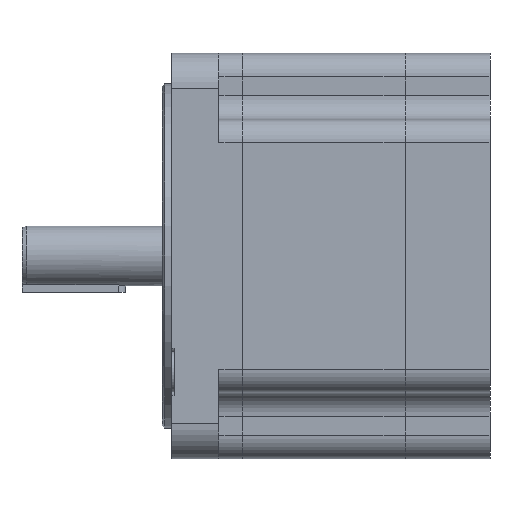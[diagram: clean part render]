
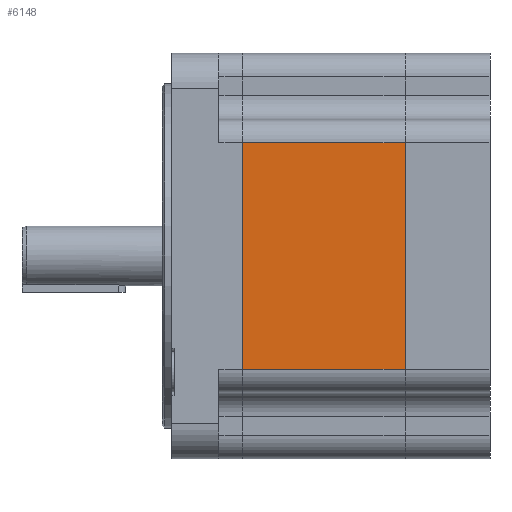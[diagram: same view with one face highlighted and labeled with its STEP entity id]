
A CAD part, left-side view. The second image highlights one B-rep face of the part: STEP entity #6148.
In plain terms, the highlighted planar face has unit normal (-1, 0, 0).
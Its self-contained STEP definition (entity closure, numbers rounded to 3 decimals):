
#6 = FACE_OUTER_BOUND ( 'NONE', #3578, .T. ) ;
#942 = VERTEX_POINT ( 'NONE', #8726 ) ;
#947 = VERTEX_POINT ( 'NONE', #8727 ) ;
#1027 = VERTEX_POINT ( 'NONE', #8759 ) ;
#1029 = VERTEX_POINT ( 'NONE', #8760 ) ;
#3578 = EDGE_LOOP ( 'NONE', ( #5505, #5503, #5504, #5502 ) ) ;
#5023 = LINE ( 'NONE', #5024, #5821 ) ;
#5024 = CARTESIAN_POINT ( 'NONE',  ( -13.393, 67.5, -6.644 ) ) ;
#5025 = DIRECTION ( 'NONE',  ( 0., -1., 0. ) ) ;
#5026 = LINE ( 'NONE', #5027, #5822 ) ;
#5027 = CARTESIAN_POINT ( 'NONE',  ( -13.393, 18.01, -18.144 ) ) ;
#5028 = DIRECTION ( 'NONE',  ( 0., 0., 1. ) ) ;
#5029 = LINE ( 'NONE', #5030, #5823 ) ;
#5030 = CARTESIAN_POINT ( 'NONE',  ( -13.393, 67.5, 41.356 ) ) ;
#5031 = DIRECTION ( 'NONE',  ( 0., 1., 0. ) ) ;
#5502 = ORIENTED_EDGE ( 'NONE', *, *, #10370, .T. ) ;
#5503 = ORIENTED_EDGE ( 'NONE', *, *, #10368, .T. ) ;
#5504 = ORIENTED_EDGE ( 'NONE', *, *, #10369, .T. ) ;
#5505 = ORIENTED_EDGE ( 'NONE', *, *, #6062, .F. ) ;
#5821 = VECTOR ( 'NONE', #5025, 1000. ) ;
#5822 = VECTOR ( 'NONE', #5028, 1000. ) ;
#5823 = VECTOR ( 'NONE', #5031, 1000. ) ;
#5862 = VECTOR ( 'NONE', #6461, 1000. ) ;
#6062 = EDGE_CURVE ( 'NONE', #942, #947, #6459, .T. ) ;
#6148 = ADVANCED_FACE ( 'NONE', ( #6 ), #7147, .F. ) ;
#6459 = LINE ( 'NONE', #6460, #5862 ) ;
#6460 = CARTESIAN_POINT ( 'NONE',  ( -13.393, 52.49, -18.144 ) ) ;
#6461 = DIRECTION ( 'NONE',  ( 0., 0., 1. ) ) ;
#7147 = PLANE ( 'NONE',  #10988 ) ;
#7148 = CARTESIAN_POINT ( 'NONE',  ( -13.393, 67.5, -18.144 ) ) ;
#7149 = DIRECTION ( 'NONE',  ( 1., 0., 0. ) ) ;
#7150 = DIRECTION ( 'NONE',  ( 0., 0., -1. ) ) ;
#8726 = CARTESIAN_POINT ( 'NONE',  ( -13.393, 52.49, -6.644 ) ) ;
#8727 = CARTESIAN_POINT ( 'NONE',  ( -13.393, 52.49, 41.356 ) ) ;
#8759 = CARTESIAN_POINT ( 'NONE',  ( -13.393, 18.01, -6.644 ) ) ;
#8760 = CARTESIAN_POINT ( 'NONE',  ( -13.393, 18.01, 41.356 ) ) ;
#10368 = EDGE_CURVE ( 'NONE', #942, #1027, #5023, .T. ) ;
#10369 = EDGE_CURVE ( 'NONE', #1027, #1029, #5026, .T. ) ;
#10370 = EDGE_CURVE ( 'NONE', #1029, #947, #5029, .T. ) ;
#10988 = AXIS2_PLACEMENT_3D ( 'NONE', #7148, #7149, #7150 ) ;
